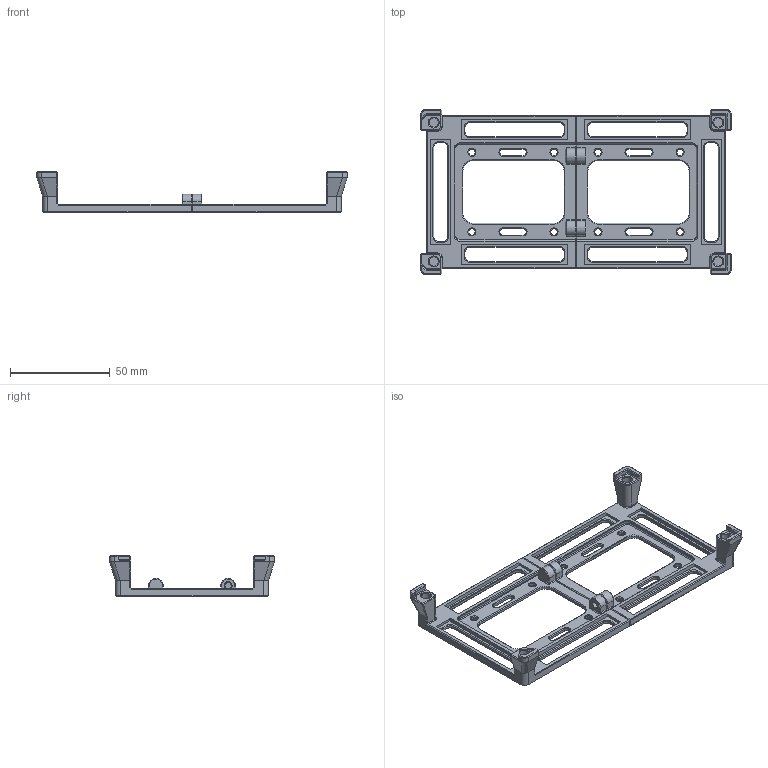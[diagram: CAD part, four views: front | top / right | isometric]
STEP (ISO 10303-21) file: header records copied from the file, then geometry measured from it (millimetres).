
FILE_DESCRIPTION(/* description */ ('STEP AP242','CAx-IF Rec.Pracs.---Representation and Presentation of Product Manufacturing Information (PMI)---4.0---2014-10-13','CAx-IF Rec.Pracs.---3D Tessellated Geometry---0.4---2014-09-14','2;1'),/* implementation_level */ '2;1');
FILE_NAME(/* name */ '6219fd82f5b8f526a18ce6bf',/* time_stamp */ '2022-02-26T10:14:28+00:00',/* author */ (''),/* organization */ (''),/* preprocessor_version */ 'ST-DEVELOPER v18.101',/* originating_system */ ' ',/* authorisation */ ' ');
FILE_SCHEMA (('AP242_MANAGED_MODEL_BASED_3D_ENGINEERING_MIM_LF { 1 0 10303 442 1 1 4 }'));
Length unit declared in the file: metre
Products named in the file (2): Left; Right
Bounding box: 155.27 x 82.47 x 20.5 mm (x, y, z)
Volume: 21034.4 mm3; surface area: 21236.4 mm2
Topology: 2 solids, 2 shells, 674 faces, 1556 edges, 898 vertices
Faces by surface type: plane 454, cone 138, cylinder 80, bspline 2
Full cylindrical faces by diameter (mm): 3.25 x10, 4.7 x6
Entity records: 18243 total; most frequent: DIRECTION 3152, CARTESIAN_POINT 3082, ORIENTED_EDGE 3004, EDGE_CURVE 1502, LINE 1192, VECTOR 1192, AXIS2_PLACEMENT_3D 980, VERTEX_POINT 886
